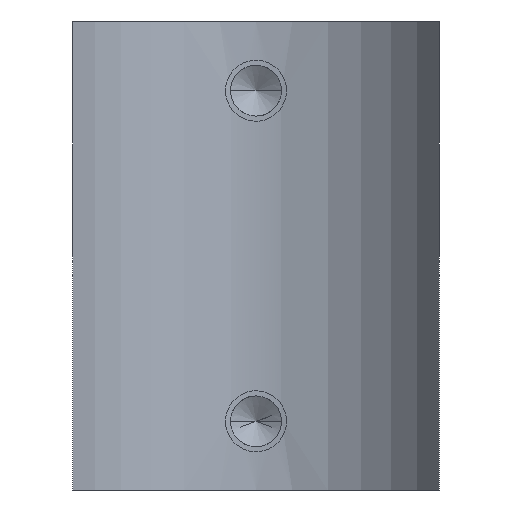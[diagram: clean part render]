
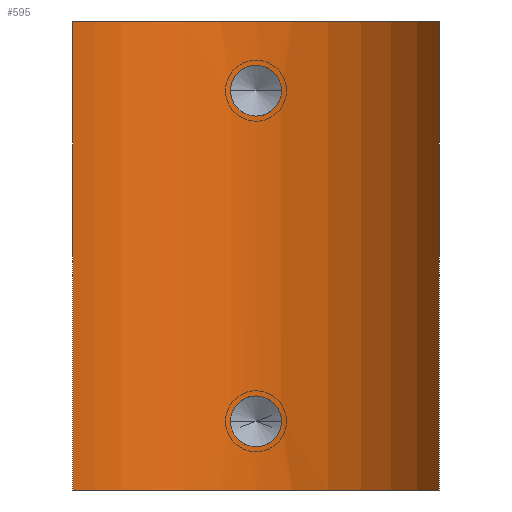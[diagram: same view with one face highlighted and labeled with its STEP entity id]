
A CAD part, left-side view. The second image highlights one B-rep face of the part: STEP entity #595.
In plain terms, the highlighted cylindrical face has radius 21.2 mm (diameter 42.4 mm), a partial arc.
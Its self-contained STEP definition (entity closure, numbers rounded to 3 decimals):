
#69=CARTESIAN_POINT('',(-38.2,0.,0.));
#70=DIRECTION('',(0.,0.,-1.));
#71=DIRECTION('',(0.528,0.849,0.));
#72=AXIS2_PLACEMENT_3D('',#69,#70,#71);
#87=DIRECTION('',(0.,0.,-1.));
#88=VECTOR('',#87,46.);
#89=CARTESIAN_POINT('',(-27.,18.,0.));
#90=LINE('',#89,#88);
#91=CARTESIAN_POINT('',(-17.148,-2.5,-6.75));
#92=CARTESIAN_POINT('',(-17.148,-2.5,-6.905));
#93=CARTESIAN_POINT('',(-17.145,-2.472,-7.21));
#94=CARTESIAN_POINT('',(-17.13,-2.344,-7.659));
#95=CARTESIAN_POINT('',(-17.108,-2.138,-8.072));
#96=CARTESIAN_POINT('',(-17.081,-1.858,-8.444));
#97=CARTESIAN_POINT('',(-17.053,-1.517,-8.755));
#98=CARTESIAN_POINT('',(-17.028,-1.12,-9.001));
#99=CARTESIAN_POINT('',(-17.01,-0.691,
-9.168));
#100=CARTESIAN_POINT('',(-17.,-0.231,
-9.254));
#101=CARTESIAN_POINT('',(-17.,0.23,-9.254));
#102=CARTESIAN_POINT('',(-17.01,0.69,
-9.168));
#103=CARTESIAN_POINT('',(-17.028,1.12,-9.001));
#104=CARTESIAN_POINT('',(-17.053,1.517,-8.755));
#105=CARTESIAN_POINT('',(-17.081,1.857,-8.444));
#106=CARTESIAN_POINT('',(-17.108,2.138,-8.073));
#107=CARTESIAN_POINT('',(-17.13,2.344,-7.659));
#108=CARTESIAN_POINT('',(-17.145,2.472,-7.21));
#109=CARTESIAN_POINT('',(-17.148,2.5,-6.905));
#110=CARTESIAN_POINT('',(-17.148,2.5,-6.75));
#112=CARTESIAN_POINT('',(-17.148,2.5,-6.75));
#113=CARTESIAN_POINT('',(-17.148,2.5,-6.595));
#114=CARTESIAN_POINT('',(-17.145,2.472,-6.29));
#115=CARTESIAN_POINT('',(-17.13,2.344,-5.841));
#116=CARTESIAN_POINT('',(-17.108,2.138,-5.428));
#117=CARTESIAN_POINT('',(-17.081,1.858,-5.056));
#118=CARTESIAN_POINT('',(-17.053,1.517,-4.745));
#119=CARTESIAN_POINT('',(-17.028,1.12,-4.499));
#120=CARTESIAN_POINT('',(-17.01,0.691,
-4.332));
#121=CARTESIAN_POINT('',(-17.,0.231,
-4.246));
#122=CARTESIAN_POINT('',(-17.,-0.23,-4.246));
#123=CARTESIAN_POINT('',(-17.01,-0.69,
-4.332));
#124=CARTESIAN_POINT('',(-17.028,-1.12,
-4.499));
#125=CARTESIAN_POINT('',(-17.053,-1.517,
-4.745));
#126=CARTESIAN_POINT('',(-17.081,-1.857,
-5.056));
#127=CARTESIAN_POINT('',(-17.108,-2.138,
-5.427));
#128=CARTESIAN_POINT('',(-17.13,-2.344,
-5.841));
#129=CARTESIAN_POINT('',(-17.145,-2.472,
-6.29));
#130=CARTESIAN_POINT('',(-17.148,-2.5,-6.595));
#131=CARTESIAN_POINT('',(-17.148,-2.5,-6.75));
#133=CARTESIAN_POINT('',(-17.148,-2.5,-39.25));
#134=CARTESIAN_POINT('',(-17.148,-2.5,-39.405));
#135=CARTESIAN_POINT('',(-17.145,-2.472,
-39.71));
#136=CARTESIAN_POINT('',(-17.13,-2.344,
-40.159));
#137=CARTESIAN_POINT('',(-17.108,-2.138,
-40.572));
#138=CARTESIAN_POINT('',(-17.081,-1.858,
-40.944));
#139=CARTESIAN_POINT('',(-17.053,-1.517,
-41.255));
#140=CARTESIAN_POINT('',(-17.028,-1.12,
-41.501));
#141=CARTESIAN_POINT('',(-17.01,-0.691,
-41.668));
#142=CARTESIAN_POINT('',(-17.,-0.231,
-41.754));
#143=CARTESIAN_POINT('',(-17.,0.23,-41.754));
#144=CARTESIAN_POINT('',(-17.01,0.69,
-41.668));
#145=CARTESIAN_POINT('',(-17.028,1.12,-41.501));
#146=CARTESIAN_POINT('',(-17.053,1.517,-41.255));
#147=CARTESIAN_POINT('',(-17.081,1.857,-40.944));
#148=CARTESIAN_POINT('',(-17.108,2.138,-40.573));
#149=CARTESIAN_POINT('',(-17.13,2.344,-40.159));
#150=CARTESIAN_POINT('',(-17.145,2.472,-39.71));
#151=CARTESIAN_POINT('',(-17.148,2.5,-39.405));
#152=CARTESIAN_POINT('',(-17.148,2.5,-39.25));
#154=CARTESIAN_POINT('',(-17.148,2.5,-39.25));
#155=CARTESIAN_POINT('',(-17.148,2.5,-39.095));
#156=CARTESIAN_POINT('',(-17.145,2.472,-38.79));
#157=CARTESIAN_POINT('',(-17.13,2.344,-38.341));
#158=CARTESIAN_POINT('',(-17.108,2.138,-37.928));
#159=CARTESIAN_POINT('',(-17.081,1.858,-37.556));
#160=CARTESIAN_POINT('',(-17.053,1.517,-37.245));
#161=CARTESIAN_POINT('',(-17.028,1.12,-36.999));
#162=CARTESIAN_POINT('',(-17.01,0.691,
-36.832));
#163=CARTESIAN_POINT('',(-17.,0.231,
-36.746));
#164=CARTESIAN_POINT('',(-17.,-0.23,-36.746));
#165=CARTESIAN_POINT('',(-17.01,-0.69,
-36.832));
#166=CARTESIAN_POINT('',(-17.028,-1.12,
-36.999));
#167=CARTESIAN_POINT('',(-17.053,-1.517,
-37.245));
#168=CARTESIAN_POINT('',(-17.081,-1.857,
-37.556));
#169=CARTESIAN_POINT('',(-17.108,-2.138,
-37.927));
#170=CARTESIAN_POINT('',(-17.13,-2.344,
-38.341));
#171=CARTESIAN_POINT('',(-17.145,-2.472,
-38.79));
#172=CARTESIAN_POINT('',(-17.148,-2.5,-39.095));
#173=CARTESIAN_POINT('',(-17.148,-2.5,-39.25));
#175=DIRECTION('',(0.,0.,-1.));
#176=VECTOR('',#175,46.);
#177=CARTESIAN_POINT('',(-27.,-18.,0.));
#178=LINE('',#177,#176);
#179=CARTESIAN_POINT('',(-38.2,0.,-46.));
#180=DIRECTION('',(0.,0.,-1.));
#181=DIRECTION('',(0.528,0.849,0.));
#182=AXIS2_PLACEMENT_3D('',#179,#180,#181);
#425=CARTESIAN_POINT('',(-27.,18.,0.));
#426=CARTESIAN_POINT('',(-27.,-18.,0.));
#427=VERTEX_POINT('',#425);
#428=VERTEX_POINT('',#426);
#433=CARTESIAN_POINT('',(-27.,18.,-46.));
#434=CARTESIAN_POINT('',(-27.,-18.,-46.));
#435=VERTEX_POINT('',#433);
#436=VERTEX_POINT('',#434);
#499=CARTESIAN_POINT('',(-17.148,2.5,-6.75));
#500=VERTEX_POINT('',#499);
#501=CARTESIAN_POINT('',(-17.148,-2.5,-6.75));
#502=VERTEX_POINT('',#501);
#509=CARTESIAN_POINT('',(-17.148,2.5,-39.25));
#510=VERTEX_POINT('',#509);
#511=CARTESIAN_POINT('',(-17.148,-2.5,-39.25));
#512=VERTEX_POINT('',#511);
#569=CARTESIAN_POINT('',(-38.2,0.,0.));
#570=DIRECTION('',(0.,0.,1.));
#571=DIRECTION('',(1.,0.,0.));
#572=AXIS2_PLACEMENT_3D('',#569,#570,#571);
#573=CYLINDRICAL_SURFACE('',#572,21.2);
#574=ORIENTED_EDGE('',*,*,#559,.T.);
#576=ORIENTED_EDGE('',*,*,#575,.T.);
#578=ORIENTED_EDGE('',*,*,#577,.F.);
#580=ORIENTED_EDGE('',*,*,#579,.F.);
#581=EDGE_LOOP('',(#574,#576,#578,#580));
#582=FACE_OUTER_BOUND('',#581,.F.);
#584=ORIENTED_EDGE('',*,*,#583,.F.);
#586=ORIENTED_EDGE('',*,*,#585,.F.);
#587=EDGE_LOOP('',(#584,#586));
#588=FACE_BOUND('',#587,.F.);
#590=ORIENTED_EDGE('',*,*,#589,.F.);
#592=ORIENTED_EDGE('',*,*,#591,.F.);
#593=EDGE_LOOP('',(#590,#592));
#594=FACE_BOUND('',#593,.F.);
#73=CIRCLE('',#72,21.2);
#111=B_SPLINE_CURVE_WITH_KNOTS('',3,(#91,#92,#93,#94,#95,#96,#97,#98,#99,#100,
#101,#102,#103,#104,#105,#106,#107,#108,#109,#110),.UNSPECIFIED.,.F.,.F.,(4,1,1,
1,1,1,1,1,1,1,1,1,1,1,1,1,1,4),(0.,0.059,0.118,
0.176,0.235,0.294,0.353,
0.412,0.471,0.529,0.588,
0.647,0.706,0.765,0.824,
0.882,0.941,1.),.UNSPECIFIED.);
#132=B_SPLINE_CURVE_WITH_KNOTS('',3,(#112,#113,#114,#115,#116,#117,#118,#119,
#120,#121,#122,#123,#124,#125,#126,#127,#128,#129,#130,#131),.UNSPECIFIED.,.F.,
.F.,(4,1,1,1,1,1,1,1,1,1,1,1,1,1,1,1,1,4),(0.,0.059,
0.118,0.176,0.235,0.294,
0.353,0.412,0.471,0.529,
0.588,0.647,0.706,0.765,
0.824,0.882,0.941,1.),.UNSPECIFIED.);
#153=B_SPLINE_CURVE_WITH_KNOTS('',3,(#133,#134,#135,#136,#137,#138,#139,#140,
#141,#142,#143,#144,#145,#146,#147,#148,#149,#150,#151,#152),.UNSPECIFIED.,.F.,
.F.,(4,1,1,1,1,1,1,1,1,1,1,1,1,1,1,1,1,4),(0.,0.059,
0.118,0.176,0.235,0.294,
0.353,0.412,0.471,0.529,
0.588,0.647,0.706,0.765,
0.824,0.882,0.941,1.),.UNSPECIFIED.);
#174=B_SPLINE_CURVE_WITH_KNOTS('',3,(#154,#155,#156,#157,#158,#159,#160,#161,
#162,#163,#164,#165,#166,#167,#168,#169,#170,#171,#172,#173),.UNSPECIFIED.,.F.,
.F.,(4,1,1,1,1,1,1,1,1,1,1,1,1,1,1,1,1,4),(0.,0.059,
0.118,0.176,0.235,0.294,
0.353,0.412,0.471,0.529,
0.588,0.647,0.706,0.765,
0.824,0.882,0.941,1.),.UNSPECIFIED.);
#183=CIRCLE('',#182,21.2);
#559=EDGE_CURVE('',#427,#428,#73,.T.);
#575=EDGE_CURVE('',#428,#436,#178,.T.);
#577=EDGE_CURVE('',#435,#436,#183,.T.);
#579=EDGE_CURVE('',#427,#435,#90,.T.);
#583=EDGE_CURVE('',#502,#500,#111,.T.);
#585=EDGE_CURVE('',#500,#502,#132,.T.);
#589=EDGE_CURVE('',#512,#510,#153,.T.);
#591=EDGE_CURVE('',#510,#512,#174,.T.);
#595=ADVANCED_FACE('',(#582,#588,#594),#573,.F.);
